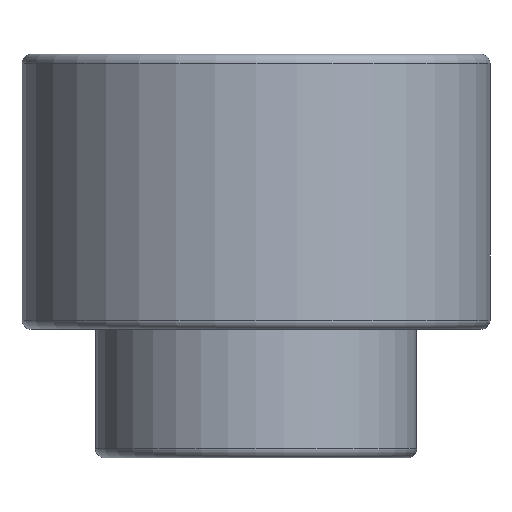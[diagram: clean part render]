
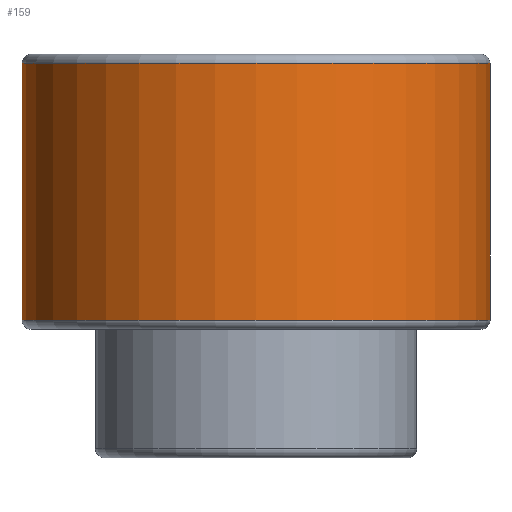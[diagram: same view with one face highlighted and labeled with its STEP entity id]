
A CAD part, front view. The second image highlights one B-rep face of the part: STEP entity #159.
In plain terms, the highlighted cylindrical face has radius 2.55 mm (diameter 5.1 mm), a full revolution.
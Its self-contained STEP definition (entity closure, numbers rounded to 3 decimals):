
#26=CYLINDRICAL_SURFACE('',#197,2.55);
#35=FACE_OUTER_BOUND('',#48,.T.);
#48=EDGE_LOOP('',(#139,#140,#141,#142));
#56=LINE('',#301,#61);
#61=VECTOR('',#254,2.55);
#74=CIRCLE('',#196,2.55);
#75=CIRCLE('',#198,2.55);
#87=VERTEX_POINT('',#295);
#88=VERTEX_POINT('',#299);
#105=EDGE_CURVE('',#87,#87,#74,.T.);
#106=EDGE_CURVE('',#88,#88,#75,.T.);
#107=EDGE_CURVE('',#88,#87,#56,.T.);
#139=ORIENTED_EDGE('',*,*,#106,.F.);
#140=ORIENTED_EDGE('',*,*,#107,.T.);
#141=ORIENTED_EDGE('',*,*,#105,.F.);
#142=ORIENTED_EDGE('',*,*,#107,.F.);
#159=ADVANCED_FACE('',(#35),#26,.T.);
#196=AXIS2_PLACEMENT_3D('',#297,#248,#249);
#197=AXIS2_PLACEMENT_3D('',#298,#250,#251);
#198=AXIS2_PLACEMENT_3D('',#300,#252,#253);
#248=DIRECTION('center_axis',(0.,0.,-1.));
#249=DIRECTION('ref_axis',(1.,0.,0.));
#250=DIRECTION('center_axis',(0.,0.,1.));
#251=DIRECTION('ref_axis',(-1.,0.,0.));
#252=DIRECTION('center_axis',(0.,0.,1.));
#253=DIRECTION('ref_axis',(1.,0.,0.));
#254=DIRECTION('',(0.,0.,-1.));
#295=CARTESIAN_POINT('',(2.55,0.,0.1));
#297=CARTESIAN_POINT('Origin',(0.,0.,0.1));
#298=CARTESIAN_POINT('Origin',(0.,0.,1.));
#299=CARTESIAN_POINT('',(2.55,0.,2.9));
#300=CARTESIAN_POINT('Origin',(0.,0.,2.9));
#301=CARTESIAN_POINT('',(2.55,0.,1.));
